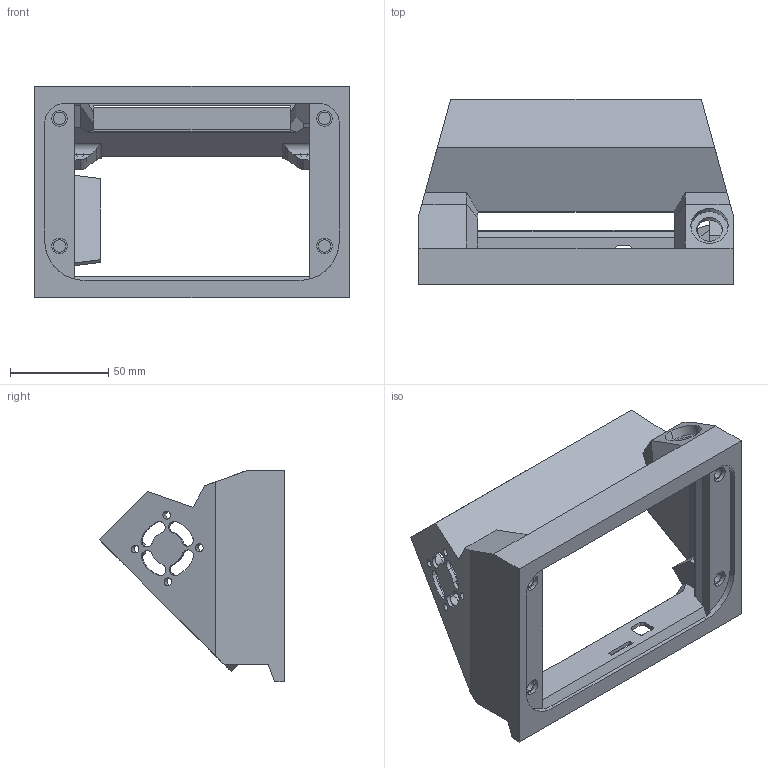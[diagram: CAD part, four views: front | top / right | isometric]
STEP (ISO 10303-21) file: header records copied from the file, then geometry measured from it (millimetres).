
FILE_DESCRIPTION (( 'STEP AP203' ), '1' );
FILE_NAME ('Case Base V3.STEP', '2025-12-15T04:22:40', ( '' ), ( '' ), 'SwSTEP 2.0', 'SolidWorks 2023', '' );
FILE_SCHEMA (( 'CONFIG_CONTROL_DESIGN' ));
Length unit declared in the file: millimetre
Products named in the file (1): Case Base V3
Bounding box: 160 x 94.17 x 108 mm (x, y, z)
Volume: 132143.6 mm3; surface area: 83025.8 mm2
Topology: 1 solids, 1 shells, 272 faces, 755 edges, 488 vertices
Faces by surface type: plane 142, cylinder 124, torus 4, bspline 2
Entity records: 8966 total; most frequent: CARTESIAN_POINT 1697, DIRECTION 1540, ORIENTED_EDGE 1510, EDGE_CURVE 755, AXIS2_PLACEMENT_3D 551, VERTEX_POINT 488, VECTOR 438, LINE 438
